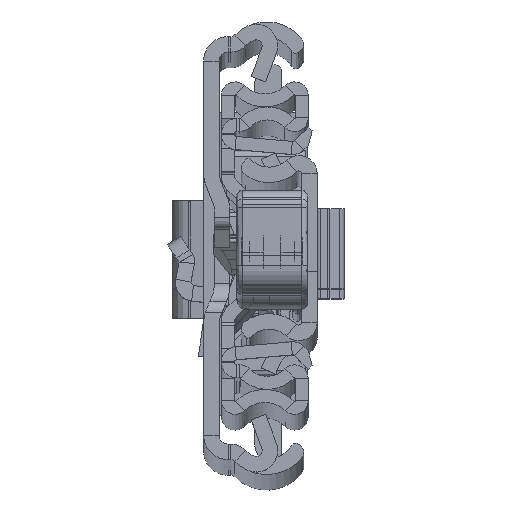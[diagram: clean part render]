
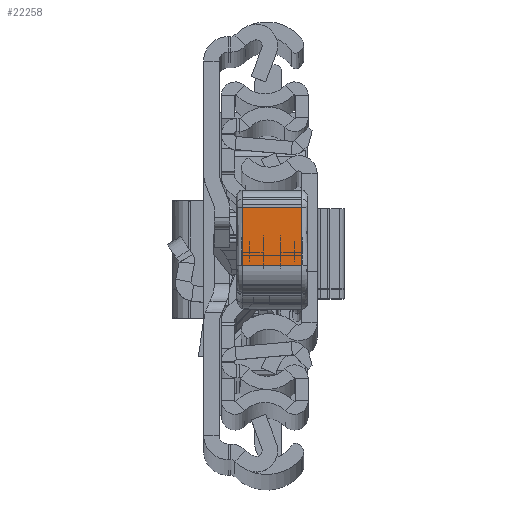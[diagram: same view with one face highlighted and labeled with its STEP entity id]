
A CAD part, top view. The second image highlights one B-rep face of the part: STEP entity #22258.
In plain terms, the highlighted face is planar.
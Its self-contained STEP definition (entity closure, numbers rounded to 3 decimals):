
#1197 = CARTESIAN_POINT ( 'NONE',  ( 39.55, -12.274, -11. ) ) ;
#1585 = FACE_OUTER_BOUND ( 'NONE', #20182, .T. ) ;
#1732 = CARTESIAN_POINT ( 'NONE',  ( 39.818, -2.465, -11. ) ) ;
#1888 = CARTESIAN_POINT ( 'NONE',  ( 39.55, -12.274, -11. ) ) ;
#3901 = VERTEX_POINT ( 'NONE', #14712 ) ;
#4095 = DIRECTION ( 'NONE',  ( -1., 0.027, 0. ) ) ;
#4121 = VERTEX_POINT ( 'NONE', #22912 ) ;
#4358 = EDGE_CURVE ( 'NONE', #19303, #29915, #15227, .T. ) ;
#4768 = LINE ( 'NONE', #1888, #33085 ) ;
#6035 = DIRECTION ( 'NONE',  ( -0.027, -1., 0. ) ) ;
#6973 = VECTOR ( 'NONE', #18737, 1000. ) ;
#7046 = LINE ( 'NONE', #31008, #6973 ) ;
#7362 = CARTESIAN_POINT ( 'NONE',  ( 39.818, -2.465, -10. ) ) ;
#8057 = ORIENTED_EDGE ( 'NONE', *, *, #4358, .F. ) ;
#10084 = VECTOR ( 'NONE', #6035, 1000. ) ;
#14712 = CARTESIAN_POINT ( 'NONE',  ( 39.55, -12.274, 0. ) ) ;
#15227 = LINE ( 'NONE', #17936, #10084 ) ;
#17936 = CARTESIAN_POINT ( 'NONE',  ( 39.55, -12.274, -10. ) ) ;
#18081 = AXIS2_PLACEMENT_3D ( 'NONE', #1197, #4095, #33221 ) ;
#18737 = DIRECTION ( 'NONE',  ( 0.027, 1., 0. ) ) ;
#19303 = VERTEX_POINT ( 'NONE', #7362 ) ;
#20182 = EDGE_LOOP ( 'NONE', ( #33167, #8057, #32285, #24308 ) ) ;
#21317 = EDGE_CURVE ( 'NONE', #3901, #4121, #7046, .T. ) ;
#22245 = DIRECTION ( 'NONE',  ( 0., 0., -1. ) ) ;
#22258 = ADVANCED_FACE ( 'NONE', ( #1585 ), #24226, .F. ) ;
#22912 = CARTESIAN_POINT ( 'NONE',  ( 39.818, -2.465, 0. ) ) ;
#23352 = CARTESIAN_POINT ( 'NONE',  ( 39.55, -12.274, -10. ) ) ;
#24226 = PLANE ( 'NONE',  #18081 ) ;
#24308 = ORIENTED_EDGE ( 'NONE', *, *, #21317, .F. ) ;
#24999 = VECTOR ( 'NONE', #22245, 1000. ) ;
#25265 = DIRECTION ( 'NONE',  ( 0., 0., 1. ) ) ;
#27997 = LINE ( 'NONE', #1732, #24999 ) ;
#29915 = VERTEX_POINT ( 'NONE', #23352 ) ;
#31008 = CARTESIAN_POINT ( 'NONE',  ( 39.55, -12.274, 0. ) ) ;
#31871 = EDGE_CURVE ( 'NONE', #4121, #19303, #27997, .T. ) ;
#32285 = ORIENTED_EDGE ( 'NONE', *, *, #31871, .F. ) ;
#33085 = VECTOR ( 'NONE', #25265, 1000. ) ;
#33167 = ORIENTED_EDGE ( 'NONE', *, *, #33473, .F. ) ;
#33221 = DIRECTION ( 'NONE',  ( -0.027, -1., 0. ) ) ;
#33473 = EDGE_CURVE ( 'NONE', #29915, #3901, #4768, .T. ) ;
